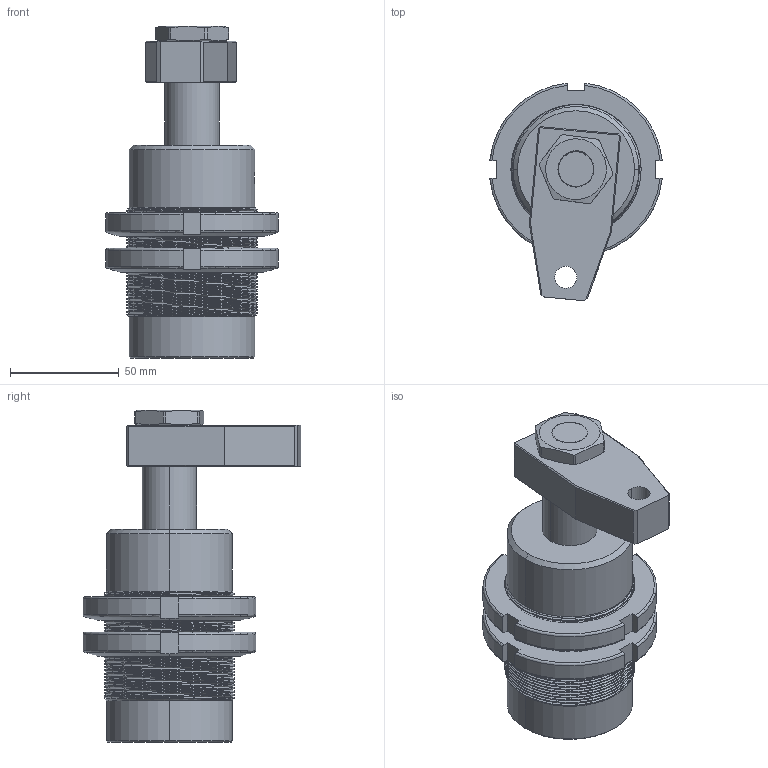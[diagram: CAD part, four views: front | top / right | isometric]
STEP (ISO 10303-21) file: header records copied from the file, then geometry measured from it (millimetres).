
FILE_DESCRIPTION (( 'STEP AP214' ), '1' );
FILE_NAME ('NFT-40A.STEP', '2018-08-27T07:47:18', ( 'Windows' ), ( 'Microsoft' ), 'SwSTEP 2.0', 'SolidWorks 2015', '' );
FILE_SCHEMA (( 'AUTOMOTIVE_DESIGN' ));
Length unit declared in the file: millimetre
Products named in the file (5): 埴蹟譫-40; 揤旋-40-1; 鞠褒蹟簽-40; NFT-40A掛极; NFT-40A
Assembly tree (5 placements, depth 2):
  NFT-40A
    NFT-40A掛极
    鞠褒蹟簽-40
    揤旋-40-1
    埴蹟譫-40  x2
Bounding box: 79.58 x 100.42 x 153 mm (x, y, z)
Volume: 379401 mm3; surface area: 64901.6 mm2
Topology: 5 solids, 5 shells, 248 faces, 674 edges, 441 vertices
Faces by surface type: cylinder 133, plane 68, cone 23, torus 18, bspline 6
Entity records: 13680 total; most frequent: CARTESIAN_POINT 8558, ORIENTED_EDGE 1180, DIRECTION 868, EDGE_CURVE 590, VERTEX_POINT 385, AXIS2_PLACEMENT_3D 316, LINE 236, VECTOR 236
